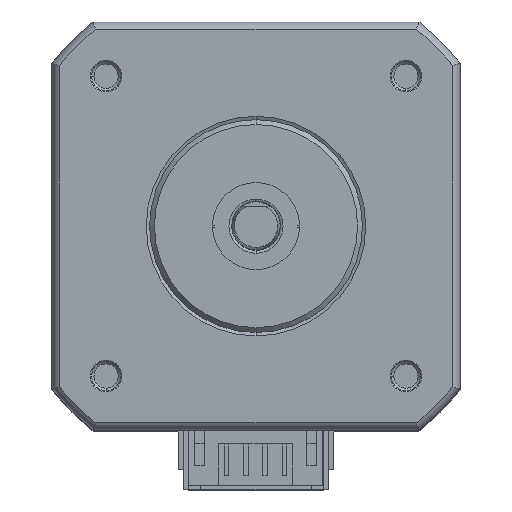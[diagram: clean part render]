
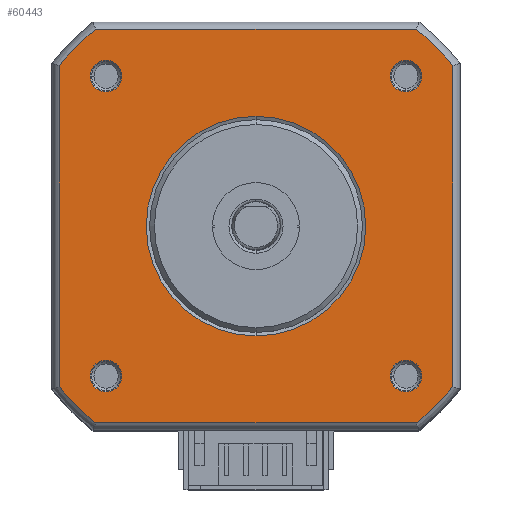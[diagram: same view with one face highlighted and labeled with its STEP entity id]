
A CAD part, top view. The second image highlights one B-rep face of the part: STEP entity #60443.
In plain terms, the highlighted face is planar.
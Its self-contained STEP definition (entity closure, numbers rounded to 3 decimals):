
#57470=CARTESIAN_POINT('',(0.,0.,0.2));
#57471=DIRECTION('',(0.,0.,-1.));
#57472=DIRECTION('',(0.,1.,0.));
#57473=AXIS2_PLACEMENT_3D('',#57470,#57471,#57472);
#57475=CARTESIAN_POINT('',(0.,0.,0.2));
#57476=DIRECTION('',(0.,0.,-1.));
#57477=DIRECTION('',(0.,-1.,0.));
#57478=AXIS2_PLACEMENT_3D('',#57475,#57476,#57477);
#57489=CARTESIAN_POINT('',(-15.5,-15.5,0.2));
#57490=DIRECTION('',(0.,0.,-1.));
#57491=DIRECTION('',(-1.,0.,0.));
#57492=AXIS2_PLACEMENT_3D('',#57489,#57490,#57491);
#57511=CARTESIAN_POINT('',(-15.5,-15.5,0.2));
#57512=DIRECTION('',(0.,0.,-1.));
#57513=DIRECTION('',(1.,0.,0.));
#57514=AXIS2_PLACEMENT_3D('',#57511,#57512,#57513);
#57548=CARTESIAN_POINT('',(15.5,-15.5,0.2));
#57549=DIRECTION('',(0.,0.,-1.));
#57550=DIRECTION('',(0.,-1.,0.));
#57551=AXIS2_PLACEMENT_3D('',#57548,#57549,#57550);
#57562=CARTESIAN_POINT('',(15.5,-15.5,0.2));
#57563=DIRECTION('',(0.,0.,-1.));
#57564=DIRECTION('',(0.,1.,0.));
#57565=AXIS2_PLACEMENT_3D('',#57562,#57563,#57564);
#57617=CARTESIAN_POINT('',(15.5,15.5,0.2));
#57618=DIRECTION('',(0.,0.,-1.));
#57619=DIRECTION('',(1.,0.,0.));
#57620=AXIS2_PLACEMENT_3D('',#57617,#57618,#57619);
#57639=CARTESIAN_POINT('',(15.5,15.5,0.2));
#57640=DIRECTION('',(0.,0.,-1.));
#57641=DIRECTION('',(-1.,0.,0.));
#57642=AXIS2_PLACEMENT_3D('',#57639,#57640,#57641);
#57671=CARTESIAN_POINT('',(-15.5,15.5,0.2));
#57672=DIRECTION('',(0.,0.,-1.));
#57673=DIRECTION('',(0.,1.,0.));
#57674=AXIS2_PLACEMENT_3D('',#57671,#57672,#57673);
#57703=CARTESIAN_POINT('',(-15.5,15.5,0.2));
#57704=DIRECTION('',(0.,0.,-1.));
#57705=DIRECTION('',(0.,-1.,0.));
#57706=AXIS2_PLACEMENT_3D('',#57703,#57704,#57705);
#57736=CARTESIAN_POINT('',(0.,0.,0.2));
#57737=DIRECTION('',(0.,0.,1.));
#57738=DIRECTION('',(0.775,0.632,0.));
#57739=AXIS2_PLACEMENT_3D('',#57736,#57737,#57738);
#57749=DIRECTION('',(0.,-1.,0.));
#57750=VECTOR('',#57749,33.161);
#57751=CARTESIAN_POINT('',(20.348,16.581,0.2));
#57752=LINE('',#57751,#57750);
#57761=CARTESIAN_POINT('',(0.,0.,0.2));
#57762=DIRECTION('',(0.,0.,1.));
#57763=DIRECTION('',(0.632,-0.775,0.));
#57764=AXIS2_PLACEMENT_3D('',#57761,#57762,#57763);
#57774=DIRECTION('',(-1.,0.,0.));
#57775=VECTOR('',#57774,33.161);
#57776=CARTESIAN_POINT('',(16.581,-20.348,0.2));
#57777=LINE('',#57776,#57775);
#57786=CARTESIAN_POINT('',(0.,0.,0.2));
#57787=DIRECTION('',(0.,0.,1.));
#57788=DIRECTION('',(-0.775,-0.632,0.));
#57789=AXIS2_PLACEMENT_3D('',#57786,#57787,#57788);
#57799=DIRECTION('',(0.,1.,0.));
#57800=VECTOR('',#57799,33.161);
#57801=CARTESIAN_POINT('',(-20.348,-16.581,0.2));
#57802=LINE('',#57801,#57800);
#57811=CARTESIAN_POINT('',(0.,0.,0.2));
#57812=DIRECTION('',(0.,0.,1.));
#57813=DIRECTION('',(-0.632,0.775,0.));
#57814=AXIS2_PLACEMENT_3D('',#57811,#57812,#57813);
#57824=DIRECTION('',(1.,0.,0.));
#57825=VECTOR('',#57824,33.161);
#57826=CARTESIAN_POINT('',(-16.581,20.348,0.2));
#57827=LINE('',#57826,#57825);
#58251=CARTESIAN_POINT('',(-17.13,-15.5,0.2));
#58252=CARTESIAN_POINT('',(-13.87,-15.5,0.2));
#58253=VERTEX_POINT('',#58251);
#58254=VERTEX_POINT('',#58252);
#58255=CARTESIAN_POINT('',(15.5,-17.13,0.2));
#58256=CARTESIAN_POINT('',(15.5,-13.87,0.2));
#58257=VERTEX_POINT('',#58255);
#58258=VERTEX_POINT('',#58256);
#58259=CARTESIAN_POINT('',(17.13,15.5,0.2));
#58260=CARTESIAN_POINT('',(13.87,15.5,0.2));
#58261=VERTEX_POINT('',#58259);
#58262=VERTEX_POINT('',#58260);
#58263=CARTESIAN_POINT('',(-15.5,17.13,0.2));
#58264=CARTESIAN_POINT('',(-15.5,13.87,0.2));
#58265=VERTEX_POINT('',#58263);
#58266=VERTEX_POINT('',#58264);
#58267=CARTESIAN_POINT('',(20.348,16.581,0.2));
#58268=CARTESIAN_POINT('',(16.581,20.348,0.2));
#58269=VERTEX_POINT('',#58267);
#58270=VERTEX_POINT('',#58268);
#58271=CARTESIAN_POINT('',(-16.581,20.348,0.2));
#58272=VERTEX_POINT('',#58271);
#58273=CARTESIAN_POINT('',(-20.348,16.581,0.2));
#58274=VERTEX_POINT('',#58273);
#58275=CARTESIAN_POINT('',(-20.348,-16.581,0.2));
#58276=VERTEX_POINT('',#58275);
#58277=CARTESIAN_POINT('',(-16.581,-20.348,0.2));
#58278=VERTEX_POINT('',#58277);
#58279=CARTESIAN_POINT('',(16.581,-20.348,0.2));
#58280=VERTEX_POINT('',#58279);
#58281=CARTESIAN_POINT('',(20.348,-16.581,0.2));
#58282=VERTEX_POINT('',#58281);
#58439=CARTESIAN_POINT('',(0.,11.346,0.2));
#58440=CARTESIAN_POINT('',(0.,-11.346,0.2));
#58441=VERTEX_POINT('',#58439);
#58442=VERTEX_POINT('',#58440);
#60391=CARTESIAN_POINT('',(0.,0.,0.2));
#60392=DIRECTION('',(0.,0.,-1.));
#60393=DIRECTION('',(-1.,0.,0.));
#60394=AXIS2_PLACEMENT_3D('',#60391,#60392,#60393);
#60395=PLANE('',#60394);
#60397=ORIENTED_EDGE('',*,*,#60396,.T.);
#60399=ORIENTED_EDGE('',*,*,#60398,.F.);
#60401=ORIENTED_EDGE('',*,*,#60400,.T.);
#60403=ORIENTED_EDGE('',*,*,#60402,.F.);
#60405=ORIENTED_EDGE('',*,*,#60404,.T.);
#60407=ORIENTED_EDGE('',*,*,#60406,.F.);
#60409=ORIENTED_EDGE('',*,*,#60408,.T.);
#60411=ORIENTED_EDGE('',*,*,#60410,.F.);
#60412=EDGE_LOOP('',(#60397,#60399,#60401,#60403,#60405,#60407,#60409,#60411));
#60413=FACE_OUTER_BOUND('',#60412,.F.);
#60415=ORIENTED_EDGE('',*,*,#60414,.T.);
#60417=ORIENTED_EDGE('',*,*,#60416,.T.);
#60418=EDGE_LOOP('',(#60415,#60417));
#60419=FACE_BOUND('',#60418,.F.);
#60421=ORIENTED_EDGE('',*,*,#60420,.T.);
#60423=ORIENTED_EDGE('',*,*,#60422,.T.);
#60424=EDGE_LOOP('',(#60421,#60423));
#60425=FACE_BOUND('',#60424,.F.);
#60427=ORIENTED_EDGE('',*,*,#60426,.T.);
#60429=ORIENTED_EDGE('',*,*,#60428,.T.);
#60430=EDGE_LOOP('',(#60427,#60429));
#60431=FACE_BOUND('',#60430,.F.);
#60433=ORIENTED_EDGE('',*,*,#60432,.T.);
#60435=ORIENTED_EDGE('',*,*,#60434,.T.);
#60436=EDGE_LOOP('',(#60433,#60435));
#60437=FACE_BOUND('',#60436,.F.);
#60439=ORIENTED_EDGE('',*,*,#60438,.T.);
#60440=ORIENTED_EDGE('',*,*,#60381,.T.);
#60441=EDGE_LOOP('',(#60439,#60440));
#60442=FACE_BOUND('',#60441,.F.);
#60443=ADVANCED_FACE('',(#60413,#60419,#60425,#60431,#60437,#60442),#60395,.T.);
#57474=CIRCLE('',#57473,11.346);
#57479=CIRCLE('',#57478,11.346);
#57493=CIRCLE('',#57492,1.63);
#57515=CIRCLE('',#57514,1.63);
#57552=CIRCLE('',#57551,1.63);
#57566=CIRCLE('',#57565,1.63);
#57621=CIRCLE('',#57620,1.63);
#57643=CIRCLE('',#57642,1.63);
#57675=CIRCLE('',#57674,1.63);
#57707=CIRCLE('',#57706,1.63);
#57740=CIRCLE('',#57739,26.248);
#57765=CIRCLE('',#57764,26.248);
#57790=CIRCLE('',#57789,26.248);
#57815=CIRCLE('',#57814,26.248);
#60381=EDGE_CURVE('',#58442,#58441,#57479,.T.);
#60396=EDGE_CURVE('',#58269,#58270,#57740,.T.);
#60398=EDGE_CURVE('',#58272,#58270,#57827,.T.);
#60400=EDGE_CURVE('',#58272,#58274,#57815,.T.);
#60402=EDGE_CURVE('',#58276,#58274,#57802,.T.);
#60404=EDGE_CURVE('',#58276,#58278,#57790,.T.);
#60406=EDGE_CURVE('',#58280,#58278,#57777,.T.);
#60408=EDGE_CURVE('',#58280,#58282,#57765,.T.);
#60410=EDGE_CURVE('',#58269,#58282,#57752,.T.);
#60414=EDGE_CURVE('',#58257,#58258,#57552,.T.);
#60416=EDGE_CURVE('',#58258,#58257,#57566,.T.);
#60420=EDGE_CURVE('',#58261,#58262,#57621,.T.);
#60422=EDGE_CURVE('',#58262,#58261,#57643,.T.);
#60426=EDGE_CURVE('',#58265,#58266,#57675,.T.);
#60428=EDGE_CURVE('',#58266,#58265,#57707,.T.);
#60432=EDGE_CURVE('',#58253,#58254,#57493,.T.);
#60434=EDGE_CURVE('',#58254,#58253,#57515,.T.);
#60438=EDGE_CURVE('',#58441,#58442,#57474,.T.);
